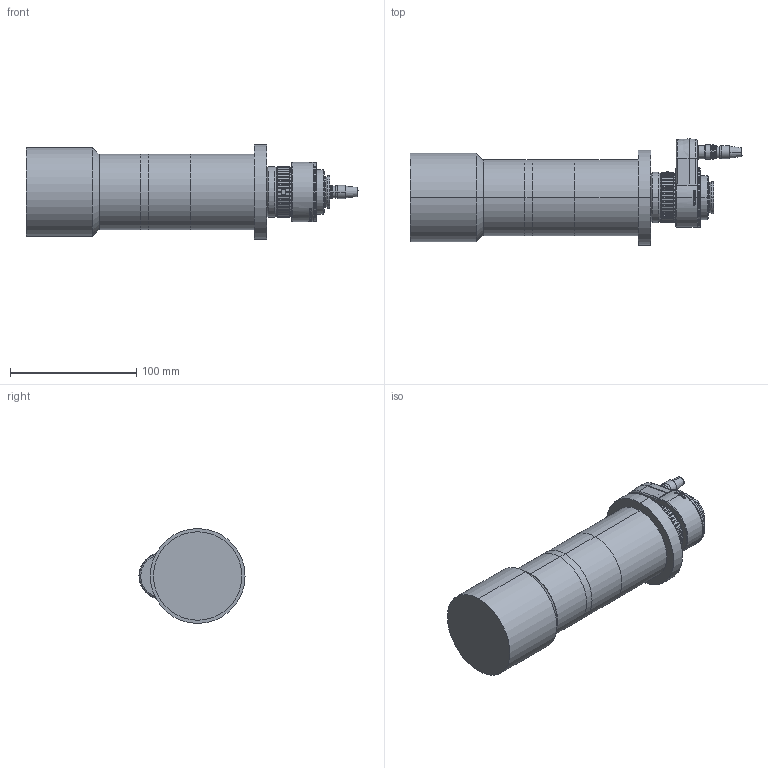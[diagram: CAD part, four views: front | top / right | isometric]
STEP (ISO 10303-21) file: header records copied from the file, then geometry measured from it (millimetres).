
FILE_DESCRIPTION (( 'STEP AP203' ), '1' );
FILE_NAME ('S5VPJ1260.STEP', '2017-05-04T05:19:48', ( '' ), ( '' ), 'SwSTEP 2.0', 'SolidWorks 2016', '' );
FILE_SCHEMA (( 'CONFIG_CONTROL_DESIGN' ));
Length unit declared in the file: millimetre
Products named in the file (1): S5VPJ1260
Bounding box: 262.73 x 84 x 75 mm (x, y, z)
Surface area: 65412.1 mm2 (no closed solid volume)
Topology: 0 solids, 8 shells, 1735 faces, 4879 edges, 3201 vertices
Faces by surface type: plane 1043, cylinder 356, bspline 230, cone 86, torus 20
Entity records: 79099 total; most frequent: CARTESIAN_POINT 36472, ORIENTED_EDGE 9742, DIRECTION 7462, EDGE_CURVE 4879, VERTEX_POINT 3201, VECTOR 3100, LINE 3100, AXIS2_PLACEMENT_3D 2181
